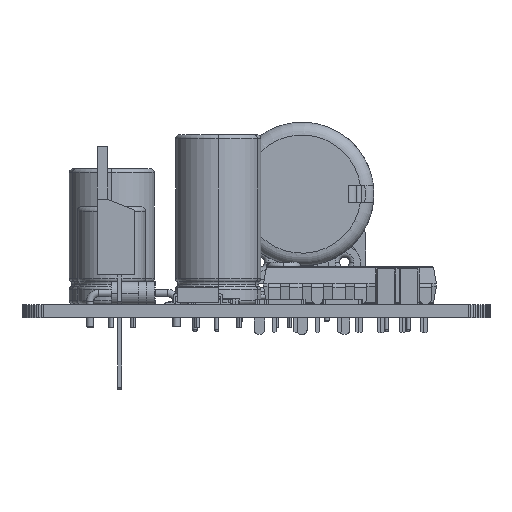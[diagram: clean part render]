
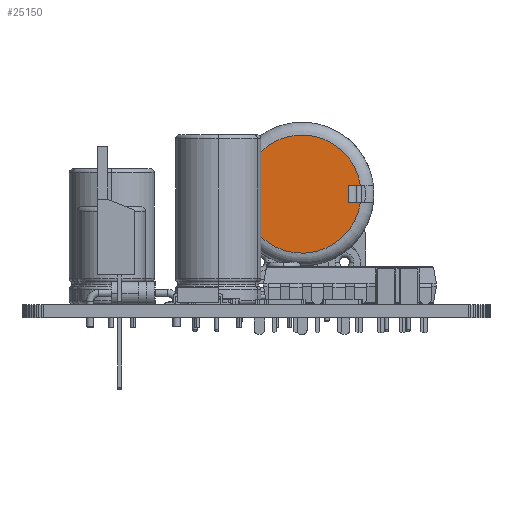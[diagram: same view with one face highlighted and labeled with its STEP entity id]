
A CAD part, left-side view. The second image highlights one B-rep face of the part: STEP entity #25150.
In plain terms, the highlighted face is planar.
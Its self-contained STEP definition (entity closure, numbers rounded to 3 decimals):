
#24745 = EDGE_CURVE('',#24746,#24748,#24750,.T.);
#24746 = VERTEX_POINT('',#24747);
#24747 = CARTESIAN_POINT('',(-6.878,1.,-7.3));
#24748 = VERTEX_POINT('',#24749);
#24749 = CARTESIAN_POINT('',(-6.878,-1.,-7.3));
#24750 = CIRCLE('',#24751,6.95);
#24751 = AXIS2_PLACEMENT_3D('',#24752,#24753,#24754);
#24752 = CARTESIAN_POINT('',(0.,0.,-7.3));
#24753 = DIRECTION('',(0.,0.,-1.));
#24754 = DIRECTION('',(1.,0.,0.));
#25150 = ADVANCED_FACE('',(#25151),#25176,.F.);
#25151 = FACE_BOUND('',#25152,.T.);
#25152 = EDGE_LOOP('',(#25153,#25161,#25169,#25175));
#25153 = ORIENTED_EDGE('',*,*,#25154,.F.);
#25154 = EDGE_CURVE('',#25155,#24748,#25157,.T.);
#25155 = VERTEX_POINT('',#25156);
#25156 = CARTESIAN_POINT('',(-5.45,-1.,-7.3));
#25157 = LINE('',#25158,#25159);
#25158 = CARTESIAN_POINT('',(-8.45,-1.,-7.3));
#25159 = VECTOR('',#25160,1.);
#25160 = DIRECTION('',(-1.,0.,0.));
#25161 = ORIENTED_EDGE('',*,*,#25162,.T.);
#25162 = EDGE_CURVE('',#25155,#25163,#25165,.T.);
#25163 = VERTEX_POINT('',#25164);
#25164 = CARTESIAN_POINT('',(-5.45,1.,-7.3));
#25165 = LINE('',#25166,#25167);
#25166 = CARTESIAN_POINT('',(-5.45,0.,-7.3));
#25167 = VECTOR('',#25168,1.);
#25168 = DIRECTION('',(0.,1.,0.));
#25169 = ORIENTED_EDGE('',*,*,#25170,.F.);
#25170 = EDGE_CURVE('',#24746,#25163,#25171,.T.);
#25171 = LINE('',#25172,#25173);
#25172 = CARTESIAN_POINT('',(-8.45,1.,-7.3));
#25173 = VECTOR('',#25174,1.);
#25174 = DIRECTION('',(1.,0.,0.));
#25175 = ORIENTED_EDGE('',*,*,#24745,.T.);
#25176 = PLANE('',#25177);
#25177 = AXIS2_PLACEMENT_3D('',#25178,#25179,#25180);
#25178 = CARTESIAN_POINT('',(0.,0.,-7.3));
#25179 = DIRECTION('',(0.,0.,1.));
#25180 = DIRECTION('',(1.,0.,0.));
